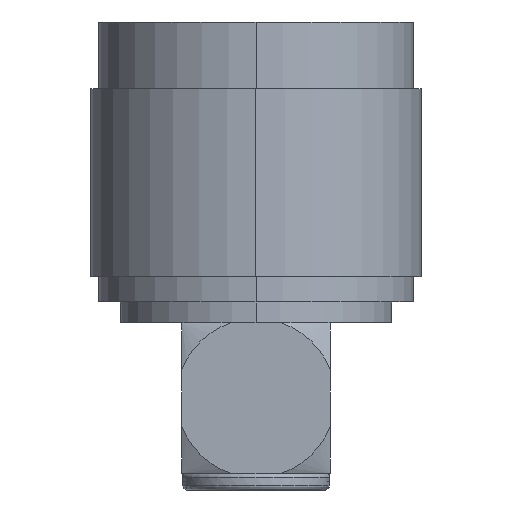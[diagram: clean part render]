
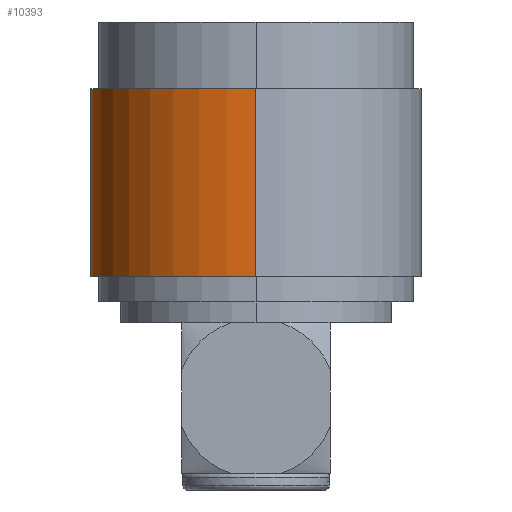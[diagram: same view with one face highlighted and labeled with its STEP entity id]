
A CAD part, left-side view. The second image highlights one B-rep face of the part: STEP entity #10393.
In plain terms, the highlighted cylindrical face has radius 10.058 mm (diameter 20.116 mm), a partial arc.
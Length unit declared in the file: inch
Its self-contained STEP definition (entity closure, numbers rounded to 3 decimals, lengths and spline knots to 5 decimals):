
#2475 = EDGE_CURVE ( 'NONE', #3525, #8362, #5065, .T. ) ;
#2596 = ORIENTED_EDGE ( 'NONE', *, *, #3666, .T. ) ;
#2629 = CYLINDRICAL_SURFACE ( 'NONE', #9701, 0.39599 ) ;
#3368 = VECTOR ( 'NONE', #6526, 39.37008 ) ;
#3525 = VERTEX_POINT ( 'NONE', #10424 ) ;
#3531 = DIRECTION ( 'NONE',  ( 0., 0., -1. ) ) ;
#3640 = DIRECTION ( 'NONE',  ( 0., -1., 0. ) ) ;
#3666 = EDGE_CURVE ( 'NONE', #9319, #5151, #10277, .T. ) ;
#4088 = CARTESIAN_POINT ( 'NONE',  ( 0., -0.11, 0.39599 ) ) ;
#4394 = CARTESIAN_POINT ( 'NONE',  ( 0., -0.74, 0.39599 ) ) ;
#4441 = EDGE_CURVE ( 'NONE', #3525, #9319, #10354, .T. ) ;
#4884 = DIRECTION ( 'NONE',  ( 0., -1., 0. ) ) ;
#4912 = CARTESIAN_POINT ( 'NONE',  ( 0., -0.11, -0.39599 ) ) ;
#5044 = EDGE_LOOP ( 'NONE', ( #6527, #2596, #6256, #10561 ) ) ;
#5065 = LINE ( 'NONE', #4912, #3368 ) ;
#5151 = VERTEX_POINT ( 'NONE', #4394 ) ;
#5658 = DIRECTION ( 'NONE',  ( 0., -1., 0. ) ) ;
#6147 = AXIS2_PLACEMENT_3D ( 'NONE', #8162, #5658, #7162 ) ;
#6256 = ORIENTED_EDGE ( 'NONE', *, *, #8638, .F. ) ;
#6452 = DIRECTION ( 'NONE',  ( 0., -1., 0. ) ) ;
#6526 = DIRECTION ( 'NONE',  ( 0., -1., 0. ) ) ;
#6527 = ORIENTED_EDGE ( 'NONE', *, *, #4441, .T. ) ;
#6847 = CARTESIAN_POINT ( 'NONE',  ( 0., -0.29, 0. ) ) ;
#7162 = DIRECTION ( 'NONE',  ( 0., 0., -1. ) ) ;
#7418 = AXIS2_PLACEMENT_3D ( 'NONE', #6847, #3640, #3531 ) ;
#8162 = CARTESIAN_POINT ( 'NONE',  ( 0., -0.74, 0. ) ) ;
#8314 = VECTOR ( 'NONE', #4884, 39.37008 ) ;
#8362 = VERTEX_POINT ( 'NONE', #9081 ) ;
#8638 = EDGE_CURVE ( 'NONE', #8362, #5151, #10718, .T. ) ;
#8975 = CARTESIAN_POINT ( 'NONE',  ( 0., -0.11, 0. ) ) ;
#9081 = CARTESIAN_POINT ( 'NONE',  ( 0., -0.74, -0.39599 ) ) ;
#9319 = VERTEX_POINT ( 'NONE', #10244 ) ;
#9678 = DIRECTION ( 'NONE',  ( 0., 0., -1. ) ) ;
#9701 = AXIS2_PLACEMENT_3D ( 'NONE', #8975, #6452, #9678 ) ;
#10244 = CARTESIAN_POINT ( 'NONE',  ( 0., -0.29, 0.39599 ) ) ;
#10277 = LINE ( 'NONE', #4088, #8314 ) ;
#10354 = CIRCLE ( 'NONE', #7418, 0.39599 ) ;
#10393 = ADVANCED_FACE ( 'NONE', ( #10686 ), #2629, .T. ) ;
#10424 = CARTESIAN_POINT ( 'NONE',  ( 0., -0.29, -0.39599 ) ) ;
#10561 = ORIENTED_EDGE ( 'NONE', *, *, #2475, .F. ) ;
#10686 = FACE_OUTER_BOUND ( 'NONE', #5044, .T. ) ;
#10718 = CIRCLE ( 'NONE', #6147, 0.39599 ) ;
